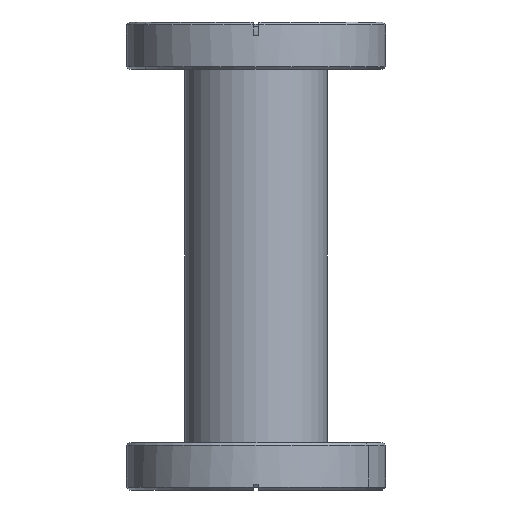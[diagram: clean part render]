
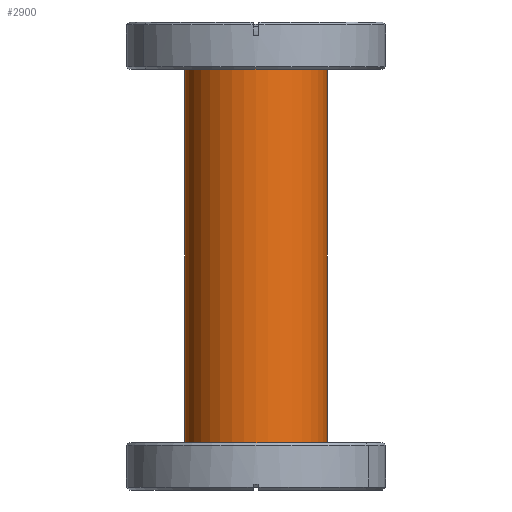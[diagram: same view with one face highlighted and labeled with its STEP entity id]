
A CAD part, front view. The second image highlights one B-rep face of the part: STEP entity #2900.
In plain terms, the highlighted cylindrical face has radius 19.05 mm (diameter 38.1 mm), a partial arc.
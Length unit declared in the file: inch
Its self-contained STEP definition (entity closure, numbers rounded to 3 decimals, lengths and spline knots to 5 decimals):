
#15 = CARTESIAN_POINT ( 'NONE',  ( -0.75, 0., 2.26 ) ) ;
#16 = DIRECTION ( 'NONE',  ( 0., 0., -1. ) ) ;
#154 = CARTESIAN_POINT ( 'NONE',  ( 0., 0., 2.252 ) ) ;
#155 = DIRECTION ( 'NONE',  ( 0., 0., 1. ) ) ;
#156 = DIRECTION ( 'NONE',  ( 1., 0., 0. ) ) ;
#446 = VERTEX_POINT ( 'NONE', #2033 ) ;
#584 = VERTEX_POINT ( 'NONE', #2005 ) ;
#686 = VERTEX_POINT ( 'NONE', #2253 ) ;
#691 = VERTEX_POINT ( 'NONE', #2252 ) ;
#802 = ORIENTED_EDGE ( 'NONE', *, *, #2853, .F. ) ;
#901 = ORIENTED_EDGE ( 'NONE', *, *, #2729, .T. ) ;
#909 = ORIENTED_EDGE ( 'NONE', *, *, #2932, .T. ) ;
#958 = ORIENTED_EDGE ( 'NONE', *, *, #2986, .F. ) ;
#1130 = EDGE_LOOP ( 'NONE', ( #802, #958, #909, #901 ) ) ;
#1655 = DIRECTION ( 'NONE',  ( -1., 0., 0. ) ) ;
#1657 = CARTESIAN_POINT ( 'NONE',  ( 0., 0., 2.26 ) ) ;
#1671 = DIRECTION ( 'NONE',  ( 0., 0., -1. ) ) ;
#1897 = CIRCLE ( 'NONE', #1900, 0.75 ) ;
#1900 = AXIS2_PLACEMENT_3D ( 'NONE', #3136, #3366, #3360 ) ;
#2005 = CARTESIAN_POINT ( 'NONE',  ( -0.75, 0., -2.26 ) ) ;
#2033 = CARTESIAN_POINT ( 'NONE',  ( -0.75, 0., 2.252 ) ) ;
#2252 = CARTESIAN_POINT ( 'NONE',  ( 0.75, 0., 2.252 ) ) ;
#2253 = CARTESIAN_POINT ( 'NONE',  ( 0.75, 0., -2.26 ) ) ;
#2729 = EDGE_CURVE ( 'NONE', #584, #686, #1897, .T. ) ;
#2853 = EDGE_CURVE ( 'NONE', #691, #686, #4033, .T. ) ;
#2900 = ADVANCED_FACE ( 'NONE', ( #4064 ), #4060, .T. ) ;
#2932 = EDGE_CURVE ( 'NONE', #446, #584, #4089, .T. ) ;
#2986 = EDGE_CURVE ( 'NONE', #446, #691, #4465, .T. ) ;
#3136 = CARTESIAN_POINT ( 'NONE',  ( 0., 0., -2.26 ) ) ;
#3360 = DIRECTION ( 'NONE',  ( 1., 0., 0. ) ) ;
#3366 = DIRECTION ( 'NONE',  ( 0., 0., 1. ) ) ;
#3607 = DIRECTION ( 'NONE',  ( 0., 0., -1. ) ) ;
#3667 = CARTESIAN_POINT ( 'NONE',  ( 0.75, 0., 2.26 ) ) ;
#4033 = LINE ( 'NONE', #3667, #4269 ) ;
#4060 = CYLINDRICAL_SURFACE ( 'NONE', #4325, 0.75 ) ;
#4064 = FACE_OUTER_BOUND ( 'NONE', #1130, .T. ) ;
#4089 = LINE ( 'NONE', #15, #4388 ) ;
#4269 = VECTOR ( 'NONE', #3607, 39.37008 ) ;
#4325 = AXIS2_PLACEMENT_3D ( 'NONE', #1657, #1671, #1655 ) ;
#4388 = VECTOR ( 'NONE', #16, 39.37008 ) ;
#4465 = CIRCLE ( 'NONE', #4468, 0.75 ) ;
#4468 = AXIS2_PLACEMENT_3D ( 'NONE', #154, #155, #156 ) ;
